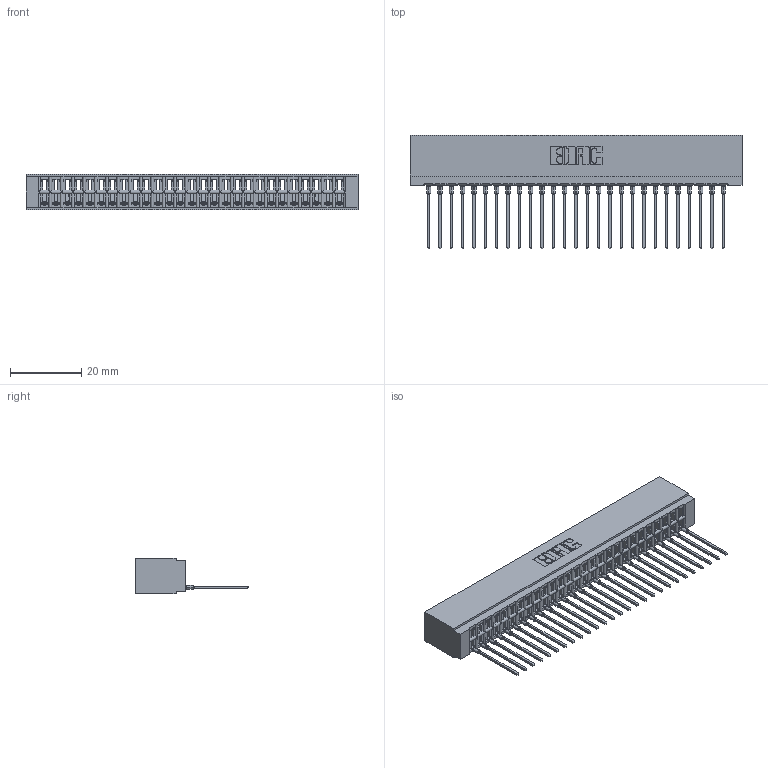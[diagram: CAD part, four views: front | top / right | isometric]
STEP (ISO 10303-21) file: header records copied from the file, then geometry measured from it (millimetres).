
FILE_DESCRIPTION (( 'STEP AP203' ), '1' );
FILE_NAME ('726-027-553-101.STEP', '2020-05-28T04:51:53', ( '' ), ( '' ), 'SwSTEP 2.0', 'SolidWorks 2020', '' );
FILE_SCHEMA (( 'CONFIG_CONTROL_DESIGN' ));
Length unit declared in the file: inch
Products named in the file (3): 726 Part_.515 Slot Depth - 01; 726-027-553-101; 746-292-001_553
Assembly tree (28 placements, depth 2):
  726-027-553-101
    726 Part_.515 Slot Depth - 01
    746-292-001_553  x27
Bounding box: 92.96 x 31.79 x 9.91 mm (x, y, z)
Volume: 8490 mm3; surface area: 13231.9 mm2
Topology: 28 solids, 28 shells, 3013 faces, 8552 edges, 5494 vertices
Faces by surface type: plane 1756, cylinder 555, bspline 540, torus 162
Entity records: 42921 total; most frequent: CARTESIAN_POINT 8808, ORIENTED_EDGE 7484, DIRECTION 6220, EDGE_CURVE 3742, VECTOR 3288, LINE 3288, VERTEX_POINT 2478, AXIS2_PLACEMENT_3D 1466
